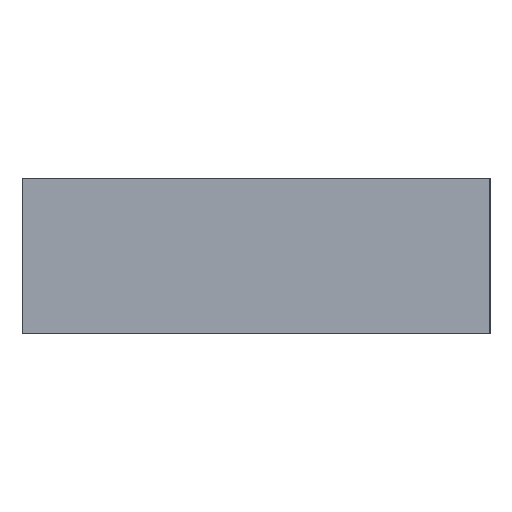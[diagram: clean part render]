
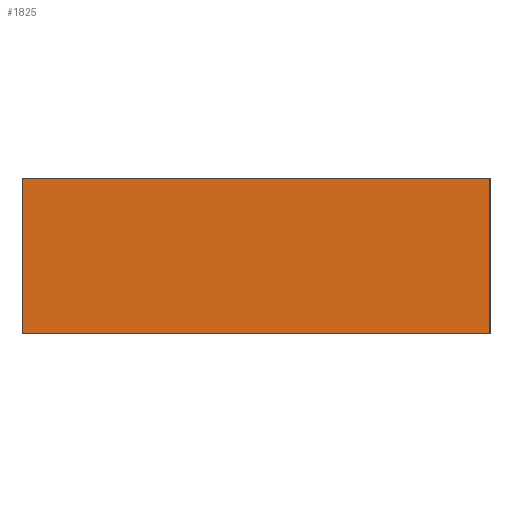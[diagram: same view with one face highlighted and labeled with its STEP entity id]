
A CAD part, left-side view. The second image highlights one B-rep face of the part: STEP entity #1825.
In plain terms, the highlighted planar face has unit normal (-1, 0, 0).
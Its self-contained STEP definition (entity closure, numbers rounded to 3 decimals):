
#49 = VERTEX_POINT ( 'NONE', #1310 ) ;
#139 = FACE_OUTER_BOUND ( 'NONE', #372, .T. ) ;
#151 = ORIENTED_EDGE ( 'NONE', *, *, #576, .T. ) ;
#230 = EDGE_CURVE ( 'NONE', #636, #1061, #353, .T. ) ;
#260 = DIRECTION ( 'NONE',  ( 1., 0., 0. ) ) ;
#275 = DIRECTION ( 'NONE',  ( 0., 0., -1. ) ) ;
#285 = VECTOR ( 'NONE', #936, 1000. ) ;
#345 = EDGE_CURVE ( 'NONE', #49, #1471, #1807, .T. ) ;
#353 = LINE ( 'NONE', #640, #1030 ) ;
#372 = EDGE_LOOP ( 'NONE', ( #916, #1686, #976, #151 ) ) ;
#432 = CARTESIAN_POINT ( 'NONE',  ( 0., 0., 2. ) ) ;
#576 = EDGE_CURVE ( 'NONE', #49, #636, #1262, .T. ) ;
#617 = CARTESIAN_POINT ( 'NONE',  ( 0., 0., 2. ) ) ;
#636 = VERTEX_POINT ( 'NONE', #1735 ) ;
#640 = CARTESIAN_POINT ( 'NONE',  ( 0., 0., 0. ) ) ;
#652 = DIRECTION ( 'NONE',  ( 0., -1., 0. ) ) ;
#727 = CARTESIAN_POINT ( 'NONE',  ( 0., 6., 2. ) ) ;
#761 = DIRECTION ( 'NONE',  ( 0., 0., -1. ) ) ;
#834 = VECTOR ( 'NONE', #761, 1000. ) ;
#836 = CARTESIAN_POINT ( 'NONE',  ( 0., 0., 0. ) ) ;
#916 = ORIENTED_EDGE ( 'NONE', *, *, #230, .T. ) ;
#936 = DIRECTION ( 'NONE',  ( 0., 0., -1. ) ) ;
#976 = ORIENTED_EDGE ( 'NONE', *, *, #345, .F. ) ;
#1030 = VECTOR ( 'NONE', #652, 1000. ) ;
#1061 = VERTEX_POINT ( 'NONE', #836 ) ;
#1089 = AXIS2_PLACEMENT_3D ( 'NONE', #432, #260, #275 ) ;
#1262 = LINE ( 'NONE', #727, #834 ) ;
#1298 = CARTESIAN_POINT ( 'NONE',  ( 0., 0., 2. ) ) ;
#1310 = CARTESIAN_POINT ( 'NONE',  ( 0., 6., 2. ) ) ;
#1315 = DIRECTION ( 'NONE',  ( 0., -1., 0. ) ) ;
#1395 = EDGE_CURVE ( 'NONE', #1471, #1061, #1397, .T. ) ;
#1397 = LINE ( 'NONE', #617, #285 ) ;
#1471 = VERTEX_POINT ( 'NONE', #1522 ) ;
#1522 = CARTESIAN_POINT ( 'NONE',  ( 0., 0., 2. ) ) ;
#1686 = ORIENTED_EDGE ( 'NONE', *, *, #1395, .F. ) ;
#1735 = CARTESIAN_POINT ( 'NONE',  ( 0., 6., 0. ) ) ;
#1764 = VECTOR ( 'NONE', #1315, 1000. ) ;
#1807 = LINE ( 'NONE', #1298, #1764 ) ;
#1825 = ADVANCED_FACE ( 'NONE', ( #139 ), #1836, .F. ) ;
#1836 = PLANE ( 'NONE',  #1089 ) ;
